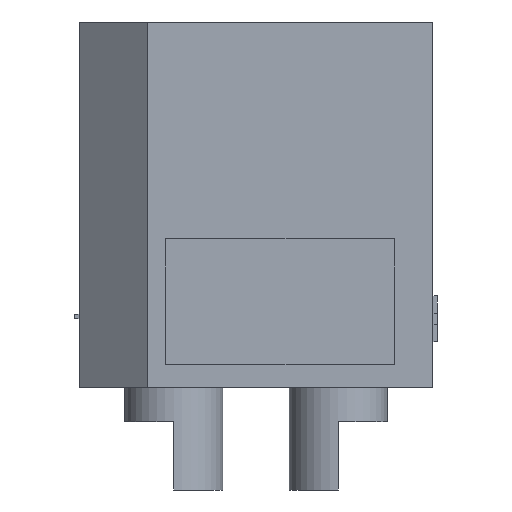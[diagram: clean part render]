
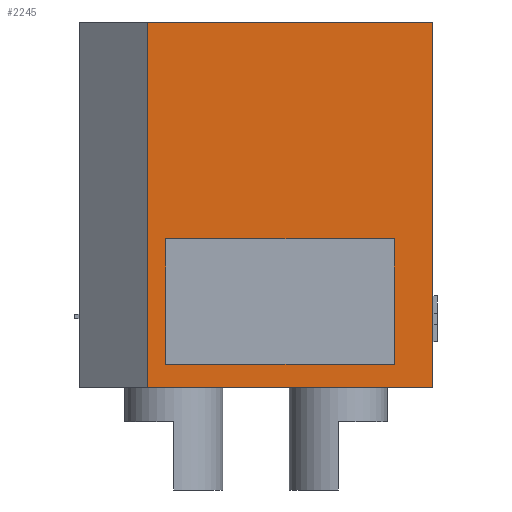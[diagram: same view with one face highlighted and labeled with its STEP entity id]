
A CAD part, front view. The second image highlights one B-rep face of the part: STEP entity #2245.
In plain terms, the highlighted planar face has unit normal (0, -1, 0).
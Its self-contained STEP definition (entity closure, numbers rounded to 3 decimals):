
#25=FACE_BOUND('',#392,.T.);
#111=PLANE('',#2456);
#262=FACE_OUTER_BOUND('',#391,.T.);
#391=EDGE_LOOP('',(#2038,#2039,#2040,#2041));
#392=EDGE_LOOP('',(#2042,#2043,#2044,#2045));
#576=LINE('',#3662,#800);
#580=LINE('',#3670,#804);
#583=LINE('',#3676,#807);
#586=LINE('',#3681,#810);
#692=LINE('',#3909,#916);
#693=LINE('',#3911,#917);
#694=LINE('',#3913,#918);
#695=LINE('',#3914,#919);
#800=VECTOR('',#2830,10.);
#804=VECTOR('',#2836,10.);
#807=VECTOR('',#2841,10.);
#810=VECTOR('',#2846,10.);
#916=VECTOR('',#3048,10.);
#917=VECTOR('',#3049,10.);
#918=VECTOR('',#3050,10.);
#919=VECTOR('',#3051,10.);
#1054=VERTEX_POINT('',#3660);
#1055=VERTEX_POINT('',#3661);
#1058=VERTEX_POINT('',#3669);
#1060=VERTEX_POINT('',#3675);
#1134=VERTEX_POINT('',#3907);
#1135=VERTEX_POINT('',#3908);
#1136=VERTEX_POINT('',#3910);
#1137=VERTEX_POINT('',#3912);
#1328=EDGE_CURVE('',#1054,#1055,#576,.T.);
#1332=EDGE_CURVE('',#1058,#1054,#580,.T.);
#1335=EDGE_CURVE('',#1060,#1058,#583,.T.);
#1338=EDGE_CURVE('',#1055,#1060,#586,.T.);
#1448=EDGE_CURVE('',#1134,#1135,#692,.T.);
#1449=EDGE_CURVE('',#1134,#1136,#693,.T.);
#1450=EDGE_CURVE('',#1137,#1136,#694,.T.);
#1451=EDGE_CURVE('',#1135,#1137,#695,.T.);
#2038=ORIENTED_EDGE('',*,*,#1448,.F.);
#2039=ORIENTED_EDGE('',*,*,#1449,.T.);
#2040=ORIENTED_EDGE('',*,*,#1450,.F.);
#2041=ORIENTED_EDGE('',*,*,#1451,.F.);
#2042=ORIENTED_EDGE('',*,*,#1328,.T.);
#2043=ORIENTED_EDGE('',*,*,#1338,.T.);
#2044=ORIENTED_EDGE('',*,*,#1335,.T.);
#2045=ORIENTED_EDGE('',*,*,#1332,.T.);
#2245=ADVANCED_FACE('',(#262,#25),#111,.T.);
#2456=AXIS2_PLACEMENT_3D('',#3906,#3046,#3047);
#2830=DIRECTION('',(0.,0.,1.));
#2836=DIRECTION('',(-1.,0.,0.));
#2841=DIRECTION('',(0.,0.,-1.));
#2846=DIRECTION('',(1.,0.,0.));
#3046=DIRECTION('center_axis',(0.,-1.,0.));
#3047=DIRECTION('ref_axis',(1.,0.,0.));
#3048=DIRECTION('',(-1.,0.,0.));
#3049=DIRECTION('',(0.,0.,1.));
#3050=DIRECTION('',(1.,0.,0.));
#3051=DIRECTION('',(0.,0.,1.));
#3660=CARTESIAN_POINT('',(-0.349,-4.05,1.));
#3661=CARTESIAN_POINT('',(-0.349,-4.05,6.5));
#3662=CARTESIAN_POINT('',(-0.349,-4.05,0.5));
#3669=CARTESIAN_POINT('',(9.651,-4.05,1.));
#3670=CARTESIAN_POINT('',(4.25,-4.05,1.));
#3675=CARTESIAN_POINT('',(9.651,-4.05,6.5));
#3676=CARTESIAN_POINT('',(9.651,-4.05,3.25));
#3681=CARTESIAN_POINT('',(-0.75,-4.05,6.5));
#3906=CARTESIAN_POINT('Origin',(-1.15,-4.05,0.));
#3907=CARTESIAN_POINT('',(11.35,-4.05,0.));
#3908=CARTESIAN_POINT('',(-1.15,-4.05,0.));
#3909=CARTESIAN_POINT('',(11.35,-4.05,0.));
#3910=CARTESIAN_POINT('',(11.35,-4.05,16.));
#3911=CARTESIAN_POINT('',(11.35,-4.05,0.));
#3912=CARTESIAN_POINT('',(-1.15,-4.05,16.));
#3913=CARTESIAN_POINT('',(11.35,-4.05,16.));
#3914=CARTESIAN_POINT('',(-1.15,-4.05,0.));
